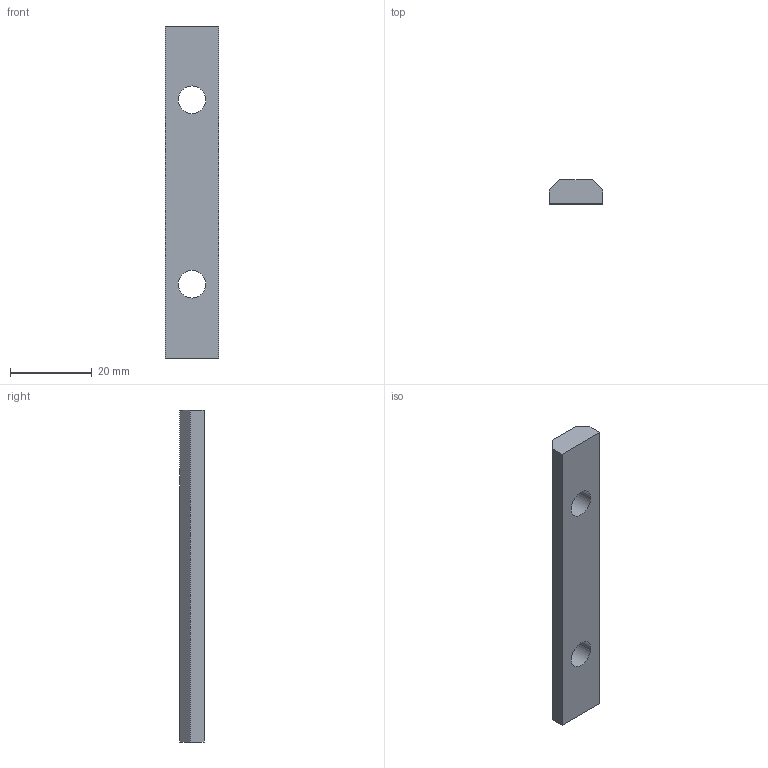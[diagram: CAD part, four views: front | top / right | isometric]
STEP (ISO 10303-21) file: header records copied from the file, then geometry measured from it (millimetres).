
FILE_DESCRIPTION(('STEP AP203'),'2;1');
FILE_NAME('26.200.00.stp','2011-03-21T16:15:06',(''),(''),'2009.3.110','THINKDESIGN','');
FILE_SCHEMA(('CONFIG_CONTROL_DESIGN'));
Length unit declared in the file: millimetre
Bounding box: 13 x 5.9 x 81 mm (x, y, z)
Volume: 5284.2 mm3; surface area: 3072.5 mm2
Topology: 1 solids, 1 shells, 10 faces, 28 edges, 20 vertices
Faces by surface type: plane 8, cylinder 2
Full cylindrical faces by diameter (mm): 6.75 x2
Entity records: 433 total; most frequent: CARTESIAN_POINT 58, DIRECTION 56, ORIENTED_EDGE 56, EDGE_CURVE 28, VERTEX_POINT 20, VECTOR 20, LINE 20, AXIS2_PLACEMENT_3D 18
